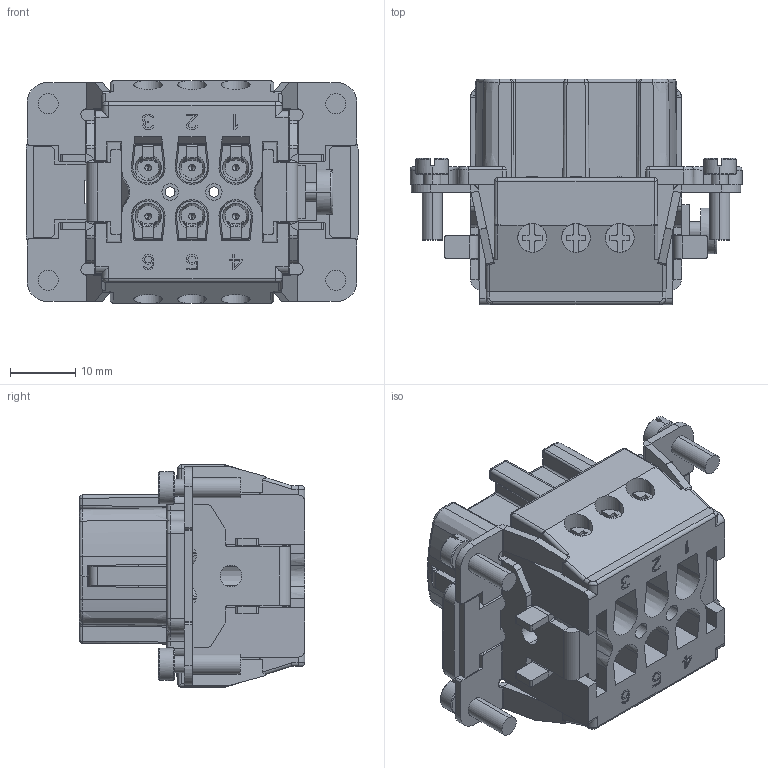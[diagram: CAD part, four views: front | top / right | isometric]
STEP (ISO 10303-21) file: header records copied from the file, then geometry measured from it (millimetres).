
FILE_DESCRIPTION((''),'2;1');
FILE_NAME('HE-006--F','2017-07-25T',('tl.yang'),(''),'PRO/ENGINEER BY PARAMETRIC TECHNOLOGY CORPORATION, 2011500','PRO/ENGINEER BY PARAMETRIC TECHNOLOGY CORPORATION, 2011500','');
FILE_SCHEMA(('CONFIG_CONTROL_DESIGN'));
Products named in the file (1): HE-006--F
Bounding box: 50.8 x 34.5 x 34 mm (x, y, z)
Volume: 21945.6 mm3; surface area: 20094.5 mm2
Topology: 1 solids, 1 shells, 2282 faces, 6323 edges, 4034 vertices
Faces by surface type: plane 1390, cylinder 521, bspline 132, extrusion 112, cone 98, torus 19, sphere 10
Entity records: 79900 total; most frequent: CARTESIAN_POINT 23127, ORIENTED_EDGE 12590, DIRECTION 10650, EDGE_CURVE 6295, VECTOR 4336, LINE 4224, VERTEX_POINT 4034, AXIS2_PLACEMENT_3D 3157
